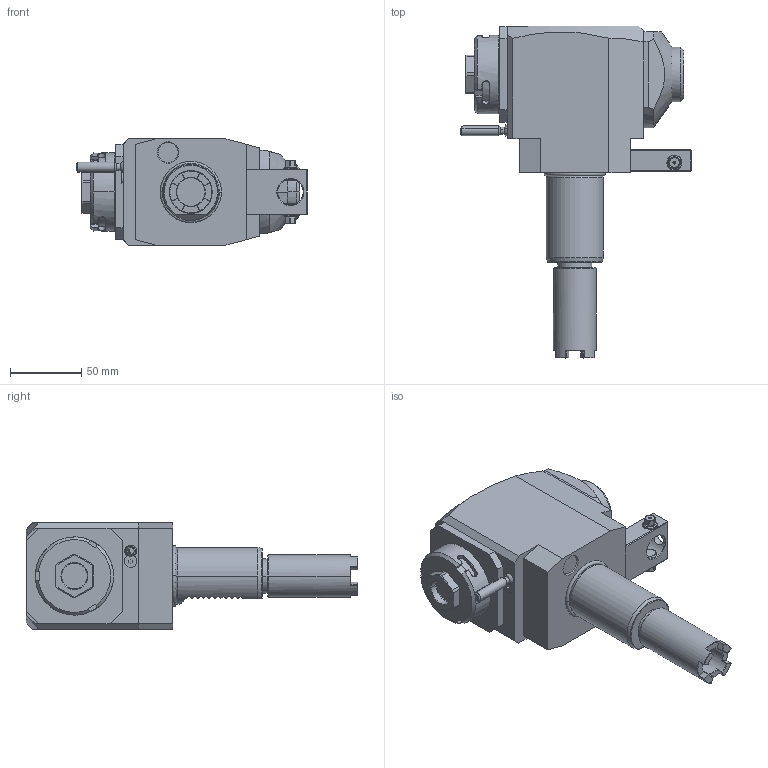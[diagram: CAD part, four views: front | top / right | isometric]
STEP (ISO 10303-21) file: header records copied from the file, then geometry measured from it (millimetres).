
FILE_DESCRIPTION((''),'2;1');
FILE_NAME('NGT1_40_255_25_3_2_69TC','2024-10-23T',('vali'),('NOVA GRUP'),'PRO/ENGINEER BY PARAMETRIC TECHNOLOGY CORPORATION, 2010280','PRO/ENGINEER BY PARAMETRIC TECHNOLOGY CORPORATION, 2010280','');
FILE_SCHEMA(('CONFIG_CONTROL_DESIGN'));
Length unit declared in the file: millimetre
Products named in the file (1): NGT1_40_255_25_3_2_69TC
Bounding box: 162.33 x 233.25 x 75 mm (x, y, z)
Volume: 951201.2 mm3; surface area: 77500.7 mm2
Topology: 1 solids, 1 shells, 391 faces, 1030 edges, 658 vertices
Faces by surface type: plane 213, cylinder 88, cone 79, bspline 6, torus 3, sphere 2
Entity records: 15299 total; most frequent: CARTESIAN_POINT 5901, ORIENTED_EDGE 2052, DIRECTION 1801, EDGE_CURVE 1026, VERTEX_POINT 658, AXIS2_PLACEMENT_3D 626, VECTOR 549, LINE 549
